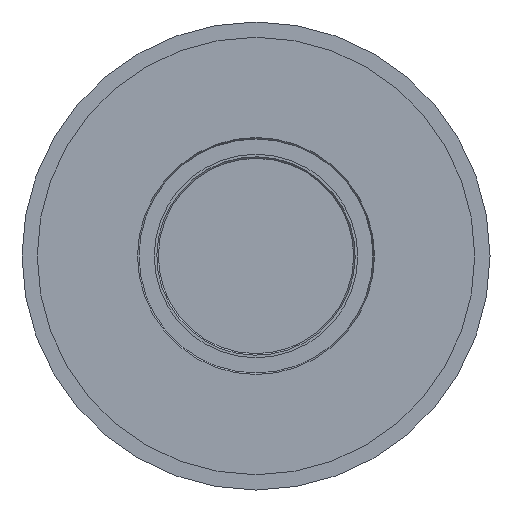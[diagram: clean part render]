
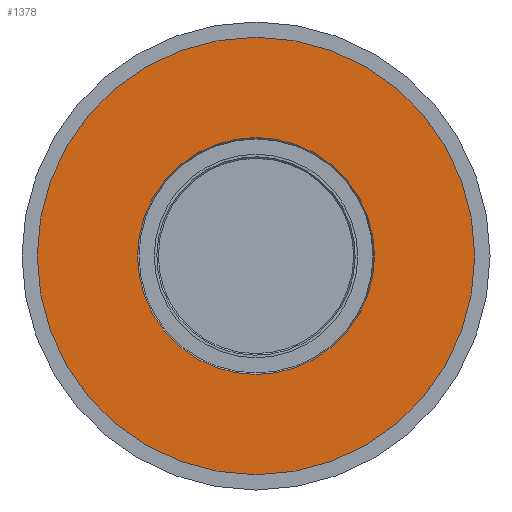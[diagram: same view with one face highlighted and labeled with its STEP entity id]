
A CAD part, left-side view. The second image highlights one B-rep face of the part: STEP entity #1378.
In plain terms, the highlighted planar face has unit normal (-1, 0, 0).
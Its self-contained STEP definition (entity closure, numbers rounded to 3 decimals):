
#1196=CARTESIAN_POINT('',(-16.,23.289,0.0));
#1197=VERTEX_POINT('',#1196);
#1198=CARTESIAN_POINT('',(-16.,0.0,0.0));
#1199=DIRECTION('',(1.0,0.0,0.0));
#1200=DIRECTION('',(0.0,1.0,0.0));
#1201=AXIS2_PLACEMENT_3D('',#1198,#1199,#1200);
#1202=CIRCLE('',#1201,23.289);
#1203=EDGE_CURVE('',#1197,#1197,#1202,.T.);
#1355=CARTESIAN_POINT('',(-16.,43.,0.0));
#1356=VERTEX_POINT('',#1355);
#1357=CARTESIAN_POINT('',(-16.,0.0,0.0));
#1358=DIRECTION('',(1.0,0.0,0.0));
#1359=DIRECTION('',(0.0,1.0,0.0));
#1360=AXIS2_PLACEMENT_3D('',#1357,#1358,#1359);
#1361=CIRCLE('',#1360,43.);
#1362=EDGE_CURVE('',#1356,#1356,#1361,.T.);
#1367=CARTESIAN_POINT('',(-16.,33.144,0.0));
#1368=DIRECTION('',(-1.0,0.0,0.0));
#1369=DIRECTION('',(0.0,0.0,1.0));
#1370=AXIS2_PLACEMENT_3D('',#1367,#1368,#1369);
#1371=PLANE('',#1370);
#1372=ORIENTED_EDGE('',*,*,#1362,.F.);
#1373=EDGE_LOOP('',(#1372));
#1374=FACE_OUTER_BOUND('',#1373,.T.);
#1375=ORIENTED_EDGE('',*,*,#1203,.T.);
#1376=EDGE_LOOP('',(#1375));
#1377=FACE_BOUND('',#1376,.T.);
#1378=ADVANCED_FACE('',(#1374,#1377),#1371,.T.);
